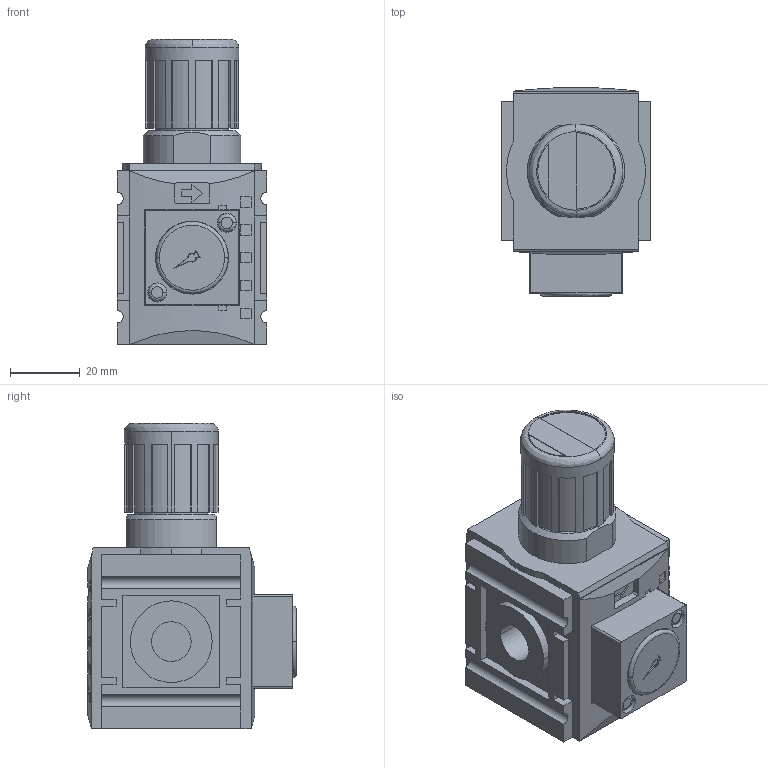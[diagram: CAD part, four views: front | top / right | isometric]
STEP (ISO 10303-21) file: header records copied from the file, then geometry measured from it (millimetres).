
FILE_DESCRIPTION (( 'STEP AP214' ), '1' );
FILE_NAME ('KN-KREG014_8_G.STEP', '2018-08-29T08:38:24', ( '' ), ( '' ), 'SwSTEP 2.0', 'SolidWorks 2018', '' );
FILE_SCHEMA (( 'AUTOMOTIVE_DESIGN' ));
Length unit declared in the file: millimetre
Products named in the file (1): KN-KREG014_8_G
Bounding box: 43 x 60.08 x 87.8 mm (x, y, z)
Volume: 124937.5 mm3; surface area: 24315.8 mm2
Topology: 4 solids, 4 shells, 402 faces, 1015 edges, 669 vertices
Faces by surface type: plane 280, cylinder 103, cone 8, bspline 8, torus 3
Entity records: 12475 total; most frequent: CARTESIAN_POINT 2380, DIRECTION 2061, ORIENTED_EDGE 2030, EDGE_CURVE 1015, AXIS2_PLACEMENT_3D 688, VECTOR 685, LINE 685, VERTEX_POINT 669
